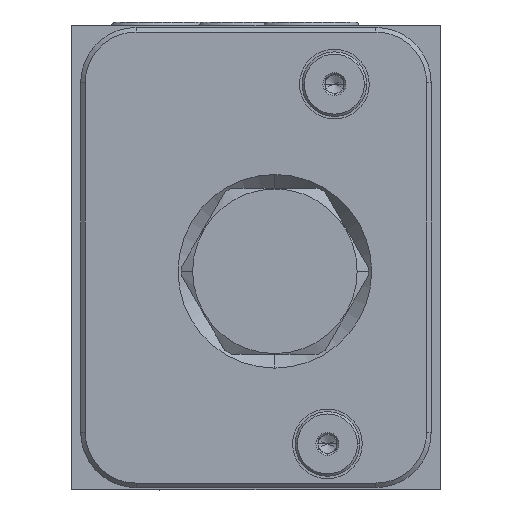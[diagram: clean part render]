
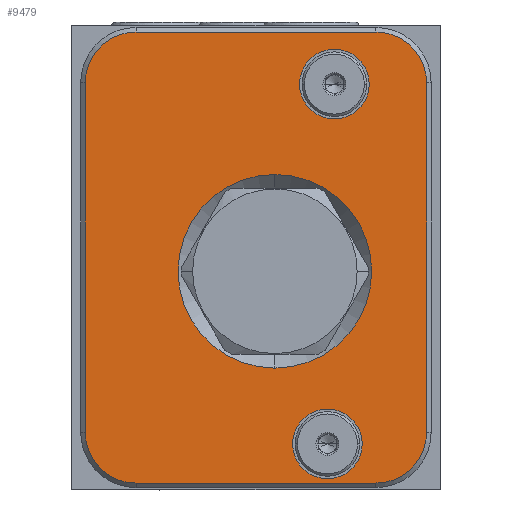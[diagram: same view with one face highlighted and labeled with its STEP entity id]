
A CAD part, front view. The second image highlights one B-rep face of the part: STEP entity #9479.
In plain terms, the highlighted planar face has unit normal (0, -1, 0).
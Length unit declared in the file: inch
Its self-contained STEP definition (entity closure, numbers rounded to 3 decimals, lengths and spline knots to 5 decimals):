
#3099=CARTESIAN_POINT('',(1.378,-6.811,1.482));
#3100=DIRECTION('',(0.,1.,0.));
#3101=DIRECTION('',(0.,0.,-1.));
#3102=AXIS2_PLACEMENT_3D('',#3099,#3100,#3101);
#3104=CARTESIAN_POINT('',(1.378,-6.811,1.482));
#3105=DIRECTION('',(0.,1.,0.));
#3106=DIRECTION('',(0.,0.,1.));
#3107=AXIS2_PLACEMENT_3D('',#3104,#3105,#3106);
#3109=CARTESIAN_POINT('',(1.781,-6.811,2.75));
#3110=DIRECTION('',(0.,1.,0.));
#3111=DIRECTION('',(0.,0.,-1.));
#3112=AXIS2_PLACEMENT_3D('',#3109,#3110,#3111);
#3114=CARTESIAN_POINT('',(1.781,-6.811,2.75));
#3115=DIRECTION('',(0.,1.,0.));
#3116=DIRECTION('',(0.,0.,1.));
#3117=AXIS2_PLACEMENT_3D('',#3114,#3115,#3116);
#3119=CARTESIAN_POINT('',(1.734,-6.811,
0.312));
#3120=DIRECTION('',(0.,1.,0.));
#3121=DIRECTION('',(0.,0.,-1.));
#3122=AXIS2_PLACEMENT_3D('',#3119,#3120,#3121);
#3124=CARTESIAN_POINT('',(1.734,-6.811,
0.312));
#3125=DIRECTION('',(0.,1.,0.));
#3126=DIRECTION('',(0.,0.,1.));
#3127=AXIS2_PLACEMENT_3D('',#3124,#3125,#3126);
#5630=CARTESIAN_POINT('',(2.062,-6.811,2.759));
#5631=DIRECTION('',(0.,1.,0.));
#5632=DIRECTION('',(0.,0.,1.));
#5633=AXIS2_PLACEMENT_3D('',#5630,#5631,#5632);
#5644=DIRECTION('',(1.,0.,0.));
#5645=VECTOR('',#5644,1.625);
#5646=CARTESIAN_POINT('',(0.437,-6.811,3.103));
#5647=LINE('',#5646,#5645);
#5656=CARTESIAN_POINT('',(0.437,-6.811,2.759));
#5657=DIRECTION('',(0.,1.,0.));
#5658=DIRECTION('',(-1.,0.,0.));
#5659=AXIS2_PLACEMENT_3D('',#5656,#5657,#5658);
#5670=DIRECTION('',(0.,0.,1.));
#5671=VECTOR('',#5670,2.368);
#5672=CARTESIAN_POINT('',(0.093,-6.811,0.391));
#5673=LINE('',#5672,#5671);
#5682=CARTESIAN_POINT('',(0.437,-6.811,0.391));
#5683=DIRECTION('',(0.,1.,0.));
#5684=DIRECTION('',(0.,0.,-1.));
#5685=AXIS2_PLACEMENT_3D('',#5682,#5683,#5684);
#5696=DIRECTION('',(-1.,0.,0.));
#5697=VECTOR('',#5696,1.625);
#5698=CARTESIAN_POINT('',(2.062,-6.811,0.047));
#5699=LINE('',#5698,#5697);
#5704=CARTESIAN_POINT('',(2.062,-6.811,0.391));
#5705=DIRECTION('',(0.,1.,0.));
#5706=DIRECTION('',(1.,0.,0.));
#5707=AXIS2_PLACEMENT_3D('',#5704,#5705,#5706);
#5722=DIRECTION('',(0.,0.,-1.));
#5723=VECTOR('',#5722,2.368);
#5724=CARTESIAN_POINT('',(2.406,-6.811,2.759));
#5725=LINE('',#5724,#5723);
#6360=CARTESIAN_POINT('',(1.378,-6.811,
0.826));
#6361=CARTESIAN_POINT('',(1.378,-6.811,2.138));
#6362=VERTEX_POINT('',#6360);
#6363=VERTEX_POINT('',#6361);
#6427=CARTESIAN_POINT('',(1.781,-6.811,2.514));
#6428=CARTESIAN_POINT('',(1.781,-6.811,2.986));
#6429=VERTEX_POINT('',#6427);
#6430=VERTEX_POINT('',#6428);
#6465=CARTESIAN_POINT('',(2.062,-6.811,0.047));
#6466=CARTESIAN_POINT('',(0.437,-6.811,0.047));
#6467=VERTEX_POINT('',#6465);
#6468=VERTEX_POINT('',#6466);
#6473=CARTESIAN_POINT('',(0.093,-6.811,0.391));
#6474=VERTEX_POINT('',#6473);
#6477=CARTESIAN_POINT('',(0.093,-6.811,2.759));
#6478=VERTEX_POINT('',#6477);
#6481=CARTESIAN_POINT('',(0.437,-6.811,3.103));
#6482=VERTEX_POINT('',#6481);
#6485=CARTESIAN_POINT('',(2.062,-6.811,3.103));
#6486=VERTEX_POINT('',#6485);
#6489=CARTESIAN_POINT('',(2.406,-6.811,2.759));
#6490=VERTEX_POINT('',#6489);
#6493=CARTESIAN_POINT('',(2.406,-6.811,0.391));
#6494=VERTEX_POINT('',#6493);
#6517=CARTESIAN_POINT('',(1.734,-6.811,
0.076));
#6518=CARTESIAN_POINT('',(1.734,-6.811,
0.548));
#6519=VERTEX_POINT('',#6517);
#6520=VERTEX_POINT('',#6518);
#9439=CARTESIAN_POINT('',(0.,-6.811,0.));
#9440=DIRECTION('',(0.,-1.,0.));
#9441=DIRECTION('',(1.,0.,0.));
#9442=AXIS2_PLACEMENT_3D('',#9439,#9440,#9441);
#9443=PLANE('',#9442);
#9445=ORIENTED_EDGE('',*,*,#9444,.T.);
#9447=ORIENTED_EDGE('',*,*,#9446,.T.);
#9449=ORIENTED_EDGE('',*,*,#9448,.T.);
#9451=ORIENTED_EDGE('',*,*,#9450,.T.);
#9453=ORIENTED_EDGE('',*,*,#9452,.T.);
#9455=ORIENTED_EDGE('',*,*,#9454,.T.);
#9457=ORIENTED_EDGE('',*,*,#9456,.T.);
#9459=ORIENTED_EDGE('',*,*,#9458,.T.);
#9460=EDGE_LOOP('',(#9445,#9447,#9449,#9451,#9453,#9455,#9457,#9459));
#9461=FACE_OUTER_BOUND('',#9460,.F.);
#9463=ORIENTED_EDGE('',*,*,#9462,.F.);
#9465=ORIENTED_EDGE('',*,*,#9464,.F.);
#9466=EDGE_LOOP('',(#9463,#9465));
#9467=FACE_BOUND('',#9466,.F.);
#9469=ORIENTED_EDGE('',*,*,#9468,.F.);
#9471=ORIENTED_EDGE('',*,*,#9470,.F.);
#9472=EDGE_LOOP('',(#9469,#9471));
#9473=FACE_BOUND('',#9472,.F.);
#9475=ORIENTED_EDGE('',*,*,#9474,.F.);
#9476=ORIENTED_EDGE('',*,*,#9429,.F.);
#9477=EDGE_LOOP('',(#9475,#9476));
#9478=FACE_BOUND('',#9477,.F.);
#9479=ADVANCED_FACE('',(#9461,#9467,#9473,#9478),#9443,.T.);
#3103=CIRCLE('',#3102,0.656);
#3108=CIRCLE('',#3107,0.656);
#3113=CIRCLE('',#3112,0.236);
#3118=CIRCLE('',#3117,0.236);
#3123=CIRCLE('',#3122,0.236);
#3128=CIRCLE('',#3127,0.236);
#5634=CIRCLE('',#5633,0.344);
#5660=CIRCLE('',#5659,0.344);
#5686=CIRCLE('',#5685,0.344);
#5708=CIRCLE('',#5707,0.344);
#9429=EDGE_CURVE('',#6520,#6519,#3128,.T.);
#9444=EDGE_CURVE('',#6486,#6490,#5634,.T.);
#9446=EDGE_CURVE('',#6490,#6494,#5725,.T.);
#9448=EDGE_CURVE('',#6494,#6467,#5708,.T.);
#9450=EDGE_CURVE('',#6467,#6468,#5699,.T.);
#9452=EDGE_CURVE('',#6468,#6474,#5686,.T.);
#9454=EDGE_CURVE('',#6474,#6478,#5673,.T.);
#9456=EDGE_CURVE('',#6478,#6482,#5660,.T.);
#9458=EDGE_CURVE('',#6482,#6486,#5647,.T.);
#9462=EDGE_CURVE('',#6429,#6430,#3113,.T.);
#9464=EDGE_CURVE('',#6430,#6429,#3118,.T.);
#9468=EDGE_CURVE('',#6362,#6363,#3103,.T.);
#9470=EDGE_CURVE('',#6363,#6362,#3108,.T.);
#9474=EDGE_CURVE('',#6519,#6520,#3123,.T.);
